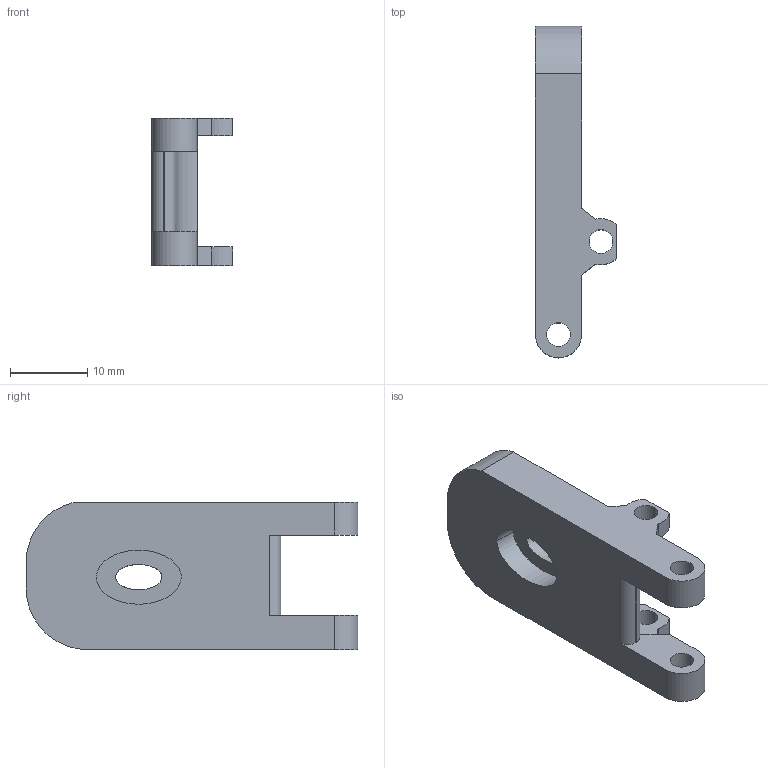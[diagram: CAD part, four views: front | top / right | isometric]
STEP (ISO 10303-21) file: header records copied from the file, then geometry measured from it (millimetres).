
FILE_DESCRIPTION (( 'STEP AP203' ), '1' );
FILE_NAME ('feeder_latch.STEP', '2022-02-13T11:21:29', ( '' ), ( '' ), 'SwSTEP 2.0', 'SolidWorks 2020', '' );
FILE_SCHEMA (( 'CONFIG_CONTROL_DESIGN' ));
Length unit declared in the file: millimetre
Products named in the file (1): feeder_latch
Bounding box: 10.5 x 42.99 x 19.1 mm (x, y, z)
Volume: 3464.3 mm3; surface area: 2515.2 mm2
Topology: 1 solids, 1 shells, 45 faces, 126 edges, 84 vertices
Faces by surface type: plane 22, cylinder 19, bspline 4
Entity records: 1568 total; most frequent: CARTESIAN_POINT 308, ORIENTED_EDGE 252, DIRECTION 241, EDGE_CURVE 126, VERTEX_POINT 84, AXIS2_PLACEMENT_3D 81, VECTOR 79, LINE 79
